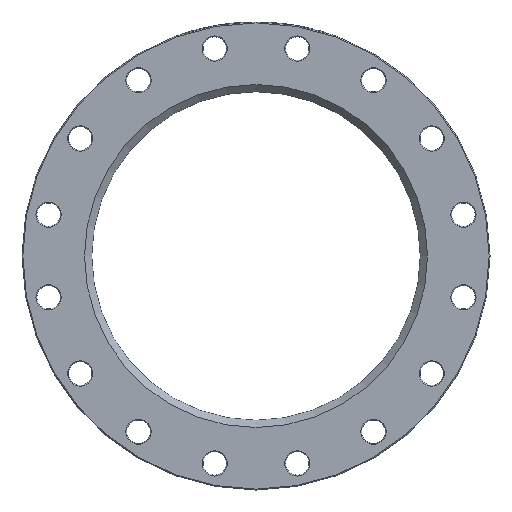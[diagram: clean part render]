
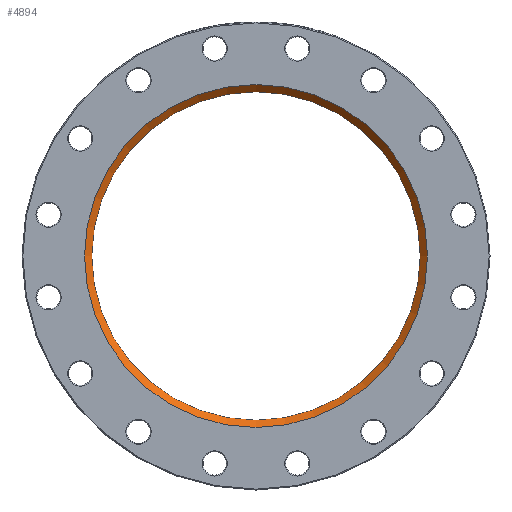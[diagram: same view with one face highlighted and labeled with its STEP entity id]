
A CAD part, left-side view. The second image highlights one B-rep face of the part: STEP entity #4894.
In plain terms, the highlighted conical face has half-angle 45 degrees and reference radius 182.5 mm.
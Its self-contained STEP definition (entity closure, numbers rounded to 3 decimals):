
#120 = AXIS2_PLACEMENT_3D ( 'NONE', #3358, #3963, #5455 ) ;
#129 = AXIS2_PLACEMENT_3D ( 'NONE', #2564, #4626, #3109 ) ;
#269 = EDGE_LOOP ( 'NONE', ( #2402 ) ) ;
#336 = CIRCLE ( 'NONE', #129, 182.5 ) ;
#350 = FACE_OUTER_BOUND ( 'NONE', #269, .T. ) ;
#1069 = CONICAL_SURFACE ( 'NONE', #120, 182.5, 0.785 ) ;
#2056 = EDGE_LOOP ( 'NONE', ( #4057 ) ) ;
#2127 = EDGE_CURVE ( 'NONE', #3493, #3493, #3346, .T. ) ;
#2402 = ORIENTED_EDGE ( 'NONE', *, *, #2127, .F. ) ;
#2564 = CARTESIAN_POINT ( 'NONE',  ( 8., 0., 0. ) ) ;
#3087 = CARTESIAN_POINT ( 'NONE',  ( 8., 0., -182.5 ) ) ;
#3109 = DIRECTION ( 'NONE',  ( 0., 0., -1. ) ) ;
#3346 = CIRCLE ( 'NONE', #4421, 190.5 ) ;
#3358 = CARTESIAN_POINT ( 'NONE',  ( 8., 0., 0. ) ) ;
#3401 = CARTESIAN_POINT ( 'NONE',  ( 0., 0., 0. ) ) ;
#3493 = VERTEX_POINT ( 'NONE', #6630 ) ;
#3863 = FACE_BOUND ( 'NONE', #2056, .T. ) ;
#3963 = DIRECTION ( 'NONE',  ( -1., 0., 0. ) ) ;
#4057 = ORIENTED_EDGE ( 'NONE', *, *, #5219, .F. ) ;
#4410 = DIRECTION ( 'NONE',  ( 1., 0., 0. ) ) ;
#4421 = AXIS2_PLACEMENT_3D ( 'NONE', #3401, #4410, #5326 ) ;
#4626 = DIRECTION ( 'NONE',  ( -1., 0., 0. ) ) ;
#4894 = ADVANCED_FACE ( 'NONE', ( #350, #3863 ), #1069, .F. ) ;
#5219 = EDGE_CURVE ( 'NONE', #5651, #5651, #336, .T. ) ;
#5326 = DIRECTION ( 'NONE',  ( 0., 0., -1. ) ) ;
#5455 = DIRECTION ( 'NONE',  ( 0., 0., 1. ) ) ;
#5651 = VERTEX_POINT ( 'NONE', #3087 ) ;
#6630 = CARTESIAN_POINT ( 'NONE',  ( 0., 0., -190.5 ) ) ;
